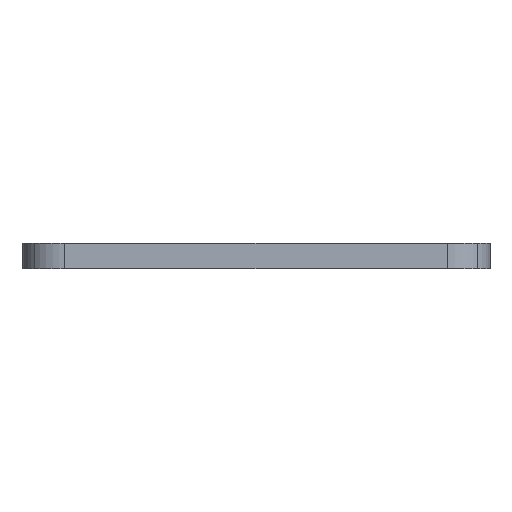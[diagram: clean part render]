
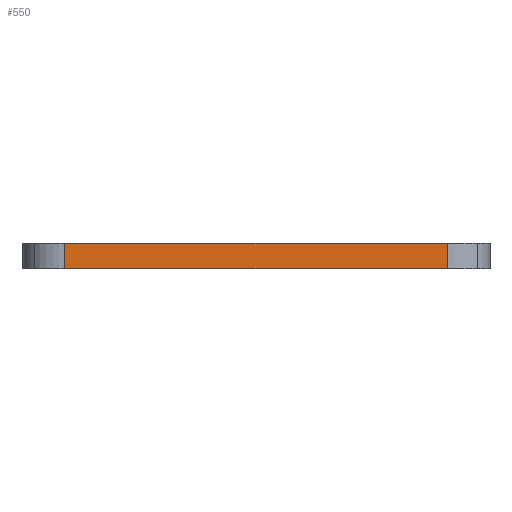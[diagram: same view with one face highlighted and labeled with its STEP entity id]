
A CAD part, front view. The second image highlights one B-rep face of the part: STEP entity #550.
In plain terms, the highlighted planar face has unit normal (0, -1, 0).
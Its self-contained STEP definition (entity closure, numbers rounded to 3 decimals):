
#3 = DIRECTION ( 'NONE',  ( 0., 1., 0. ) ) ;
#6 = ORIENTED_EDGE ( 'NONE', *, *, #679, .F. ) ;
#30 = LINE ( 'NONE', #269, #700 ) ;
#51 = DIRECTION ( 'NONE',  ( 1., 0., 0. ) ) ;
#57 = EDGE_LOOP ( 'NONE', ( #204, #361, #6, #529 ) ) ;
#63 = FACE_OUTER_BOUND ( 'NONE', #57, .T. ) ;
#68 = CARTESIAN_POINT ( 'NONE',  ( 107.95, -126.254, 1.5 ) ) ;
#137 = DIRECTION ( 'NONE',  ( 1., 0., 0. ) ) ;
#142 = DIRECTION ( 'NONE',  ( 0., 0., -1. ) ) ;
#148 = CARTESIAN_POINT ( 'NONE',  ( 85.09, -126.254, 1.5 ) ) ;
#156 = CARTESIAN_POINT ( 'NONE',  ( 107.95, -126.254, 0. ) ) ;
#195 = LINE ( 'NONE', #68, #589 ) ;
#204 = ORIENTED_EDGE ( 'NONE', *, *, #565, .T. ) ;
#229 = PLANE ( 'NONE',  #601 ) ;
#260 = CARTESIAN_POINT ( 'NONE',  ( 85.09, -126.254, 1.5 ) ) ;
#269 = CARTESIAN_POINT ( 'NONE',  ( 85.09, -126.254, 1.5 ) ) ;
#270 = EDGE_CURVE ( 'NONE', #405, #804, #195, .T. ) ;
#361 = ORIENTED_EDGE ( 'NONE', *, *, #270, .F. ) ;
#405 = VERTEX_POINT ( 'NONE', #616 ) ;
#436 = LINE ( 'NONE', #148, #454 ) ;
#454 = VECTOR ( 'NONE', #137, 1000. ) ;
#482 = LINE ( 'NONE', #742, #761 ) ;
#529 = ORIENTED_EDGE ( 'NONE', *, *, #753, .T. ) ;
#533 = VERTEX_POINT ( 'NONE', #677 ) ;
#550 = ADVANCED_FACE ( 'NONE', ( #63 ), #229, .F. ) ;
#565 = EDGE_CURVE ( 'NONE', #533, #804, #482, .T. ) ;
#589 = VECTOR ( 'NONE', #142, 1000. ) ;
#601 = AXIS2_PLACEMENT_3D ( 'NONE', #606, #3, #752 ) ;
#606 = CARTESIAN_POINT ( 'NONE',  ( 85.09, -126.254, 1.5 ) ) ;
#607 = VERTEX_POINT ( 'NONE', #260 ) ;
#616 = CARTESIAN_POINT ( 'NONE',  ( 107.95, -126.254, 1.5 ) ) ;
#677 = CARTESIAN_POINT ( 'NONE',  ( 85.09, -126.254, 0. ) ) ;
#679 = EDGE_CURVE ( 'NONE', #607, #405, #436, .T. ) ;
#700 = VECTOR ( 'NONE', #781, 1000. ) ;
#742 = CARTESIAN_POINT ( 'NONE',  ( 85.09, -126.254, 0. ) ) ;
#752 = DIRECTION ( 'NONE',  ( 0., 0., 1. ) ) ;
#753 = EDGE_CURVE ( 'NONE', #607, #533, #30, .T. ) ;
#761 = VECTOR ( 'NONE', #51, 1000. ) ;
#781 = DIRECTION ( 'NONE',  ( 0., 0., -1. ) ) ;
#804 = VERTEX_POINT ( 'NONE', #156 ) ;
